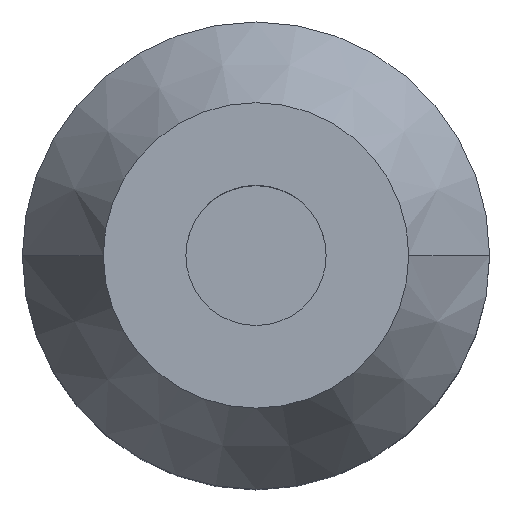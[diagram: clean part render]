
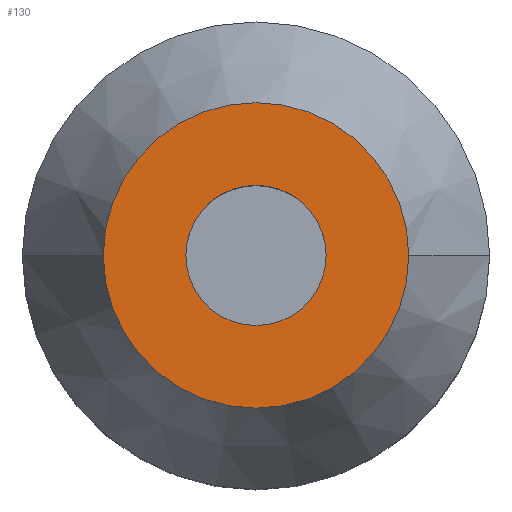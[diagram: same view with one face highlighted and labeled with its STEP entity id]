
A CAD part, top view. The second image highlights one B-rep face of the part: STEP entity #130.
In plain terms, the highlighted planar face has unit normal (0, 0, 1).
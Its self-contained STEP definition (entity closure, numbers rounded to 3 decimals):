
#35 = DIRECTION ( 'NONE',  ( 1., 0., 0. ) ) ;
#36 = ORIENTED_EDGE ( 'NONE', *, *, #313, .T. ) ;
#44 = CARTESIAN_POINT ( 'NONE',  ( 1.5, 0., 11. ) ) ;
#48 = CIRCLE ( 'NONE', #331, 3.268 ) ;
#51 = EDGE_CURVE ( 'NONE', #67, #501, #499, .T. ) ;
#67 = VERTEX_POINT ( 'NONE', #44 ) ;
#77 = VERTEX_POINT ( 'NONE', #246 ) ;
#90 = CARTESIAN_POINT ( 'NONE',  ( 3.268, 0., 11. ) ) ;
#97 = CARTESIAN_POINT ( 'NONE',  ( 1.5, 0., 11. ) ) ;
#106 = DIRECTION ( 'NONE',  ( 1., 0., 0. ) ) ;
#128 = VERTEX_POINT ( 'NONE', #90 ) ;
#130 = ADVANCED_FACE ( 'NONE', ( #375, #367 ), #216, .T. ) ;
#150 = DIRECTION ( 'NONE',  ( 0., 0., 1. ) ) ;
#176 = DIRECTION ( 'NONE',  ( 0., 0., 1. ) ) ;
#216 = PLANE ( 'NONE',  #221 ) ;
#220 = DIRECTION ( 'NONE',  ( 1., 0., 0. ) ) ;
#221 = AXIS2_PLACEMENT_3D ( 'NONE', #97, #176, #220 ) ;
#231 = EDGE_LOOP ( 'NONE', ( #453, #251 ) ) ;
#246 = CARTESIAN_POINT ( 'NONE',  ( -3.268, 0., 11. ) ) ;
#251 = ORIENTED_EDGE ( 'NONE', *, *, #494, .F. ) ;
#270 = CARTESIAN_POINT ( 'NONE',  ( -1.5, 0., 11. ) ) ;
#280 = ORIENTED_EDGE ( 'NONE', *, *, #459, .T. ) ;
#282 = EDGE_LOOP ( 'NONE', ( #36, #280 ) ) ;
#286 = DIRECTION ( 'NONE',  ( 1., 0., 0. ) ) ;
#299 = DIRECTION ( 'NONE',  ( 1., 0., 0. ) ) ;
#313 = EDGE_CURVE ( 'NONE', #77, #128, #48, .T. ) ;
#326 = DIRECTION ( 'NONE',  ( 0., 0., 1. ) ) ;
#331 = AXIS2_PLACEMENT_3D ( 'NONE', #407, #326, #286 ) ;
#347 = DIRECTION ( 'NONE',  ( 0., 0., 1. ) ) ;
#351 = DIRECTION ( 'NONE',  ( 0., 0., 1. ) ) ;
#367 = FACE_BOUND ( 'NONE', #231, .T. ) ;
#375 = FACE_OUTER_BOUND ( 'NONE', #282, .T. ) ;
#389 = CARTESIAN_POINT ( 'NONE',  ( 0., 0., 11. ) ) ;
#390 = CARTESIAN_POINT ( 'NONE',  ( 0., 0., 11. ) ) ;
#407 = CARTESIAN_POINT ( 'NONE',  ( 0., 0., 11. ) ) ;
#418 = AXIS2_PLACEMENT_3D ( 'NONE', #466, #150, #106 ) ;
#424 = AXIS2_PLACEMENT_3D ( 'NONE', #389, #351, #299 ) ;
#453 = ORIENTED_EDGE ( 'NONE', *, *, #51, .F. ) ;
#459 = EDGE_CURVE ( 'NONE', #128, #77, #465, .T. ) ;
#465 = CIRCLE ( 'NONE', #424, 3.268 ) ;
#466 = CARTESIAN_POINT ( 'NONE',  ( 0., 0., 11. ) ) ;
#494 = EDGE_CURVE ( 'NONE', #501, #67, #498, .T. ) ;
#498 = CIRCLE ( 'NONE', #512, 1.5 ) ;
#499 = CIRCLE ( 'NONE', #418, 1.5 ) ;
#501 = VERTEX_POINT ( 'NONE', #270 ) ;
#512 = AXIS2_PLACEMENT_3D ( 'NONE', #390, #347, #35 ) ;
